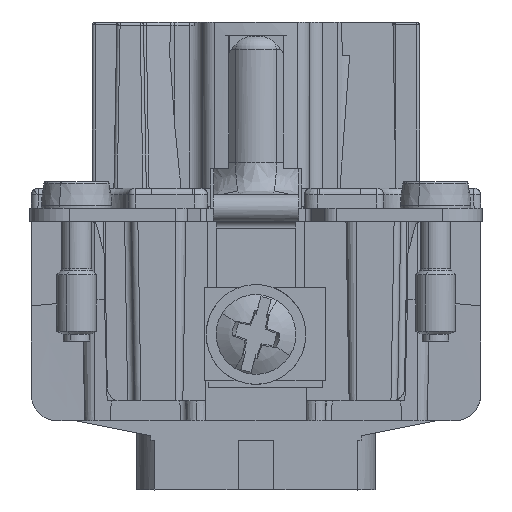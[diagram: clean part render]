
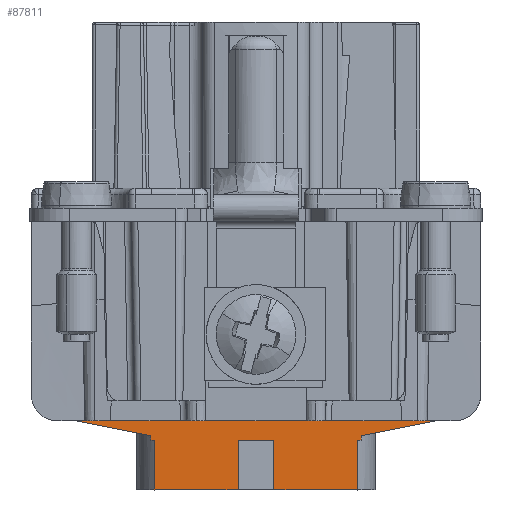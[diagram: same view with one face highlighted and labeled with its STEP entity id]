
A CAD part, front view. The second image highlights one B-rep face of the part: STEP entity #87811.
In plain terms, the highlighted planar face has unit normal (0, -1, 0).
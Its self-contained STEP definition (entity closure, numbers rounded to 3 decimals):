
#43726=AXIS2_PLACEMENT_3D('Circle Axis2P3D',#43724,#43725,$) ;
#49852=AXIS2_PLACEMENT_3D('Circle Axis2P3D',#49850,#49851,$) ;
#49918=AXIS2_PLACEMENT_3D('Circle Axis2P3D',#49916,#49917,$) ;
#49931=AXIS2_PLACEMENT_3D('Circle Axis2P3D',#49929,#49930,$) ;
#87757=AXIS2_PLACEMENT_3D('Plane Axis2P3D',#87754,#87755,#87756) ;
#24008=CARTESIAN_POINT('Vertex',(3.778,15.25,6.2)) ;
#24023=CARTESIAN_POINT('Line Origine',(17.,15.25,6.2)) ;
#24027=CARTESIAN_POINT('Vertex',(30.222,15.25,6.2)) ;
#34164=CARTESIAN_POINT('Vertex',(3.624,15.25,6.2)) ;
#34167=CARTESIAN_POINT('Line Origine',(3.701,15.25,6.2)) ;
#43721=CARTESIAN_POINT('Vertex',(1.624,15.25,8.2)) ;
#43724=CARTESIAN_POINT('Axis2P3D Location',(3.624,15.25,8.2)) ;
#48270=CARTESIAN_POINT('Line Origine',(30.299,15.25,6.2)) ;
#48274=CARTESIAN_POINT('Vertex',(30.376,15.25,6.2)) ;
#48530=CARTESIAN_POINT('Vertex',(9.1,15.25,4.083)) ;
#48533=CARTESIAN_POINT('Line Origine',(6.315,15.25,4.642)) ;
#48537=CARTESIAN_POINT('Vertex',(3.53,15.25,5.201)) ;
#49273=CARTESIAN_POINT('Vertex',(30.47,15.25,5.201)) ;
#49276=CARTESIAN_POINT('Line Origine',(27.685,15.25,4.642)) ;
#49280=CARTESIAN_POINT('Vertex',(24.9,15.25,4.083)) ;
#49850=CARTESIAN_POINT('Axis2P3D Location',(30.376,15.25,8.2)) ;
#49854=CARTESIAN_POINT('Vertex',(32.376,15.25,8.2)) ;
#49869=CARTESIAN_POINT('Line Origine',(32.376,15.25,11.75)) ;
#49873=CARTESIAN_POINT('Vertex',(32.376,15.25,15.3)) ;
#49913=CARTESIAN_POINT('Vertex',(33.399,15.25,8.158)) ;
#49916=CARTESIAN_POINT('Axis2P3D Location',(30.4,15.25,8.2)) ;
#49929=CARTESIAN_POINT('Axis2P3D Location',(3.6,15.25,8.2)) ;
#49933=CARTESIAN_POINT('Vertex',(0.601,15.25,8.158)) ;
#49967=CARTESIAN_POINT('Vertex',(1.624,15.25,15.3)) ;
#49970=CARTESIAN_POINT('Line Origine',(1.624,15.25,11.75)) ;
#59363=CARTESIAN_POINT('Vertex',(9.362,15.25,0.)) ;
#59366=CARTESIAN_POINT('Line Origine',(9.362,15.25,4.925)) ;
#59370=CARTESIAN_POINT('Vertex',(9.362,15.25,3.75)) ;
#60413=CARTESIAN_POINT('Line Origine',(24.638,15.25,4.925)) ;
#60417=CARTESIAN_POINT('Vertex',(24.638,15.25,0.)) ;
#60419=CARTESIAN_POINT('Vertex',(24.638,15.25,3.75)) ;
#67660=CARTESIAN_POINT('Line Origine',(21.492,15.25,0.)) ;
#67664=CARTESIAN_POINT('Vertex',(18.347,15.25,0.)) ;
#67671=CARTESIAN_POINT('Vertex',(15.653,15.25,0.)) ;
#67674=CARTESIAN_POINT('Line Origine',(12.508,15.25,0.)) ;
#71141=CARTESIAN_POINT('Line Origine',(17.,15.25,3.75)) ;
#71145=CARTESIAN_POINT('Vertex',(18.347,15.25,3.75)) ;
#71147=CARTESIAN_POINT('Vertex',(15.653,15.25,3.75)) ;
#71150=CARTESIAN_POINT('Line Origine',(15.653,15.25,1.875)) ;
#71155=CARTESIAN_POINT('Line Origine',(18.347,15.25,1.875)) ;
#85407=CARTESIAN_POINT('Line Origine',(9.231,15.25,3.75)) ;
#85411=CARTESIAN_POINT('Vertex',(9.1,15.25,3.75)) ;
#85425=CARTESIAN_POINT('Line Origine',(9.1,15.25,3.916)) ;
#85539=CARTESIAN_POINT('Line Origine',(24.9,15.25,3.916)) ;
#85543=CARTESIAN_POINT('Vertex',(24.9,15.25,3.75)) ;
#85558=CARTESIAN_POINT('Line Origine',(24.769,15.25,3.75)) ;
#87754=CARTESIAN_POINT('Axis2P3D Location',(17.,15.25,20.2)) ;
#87759=CARTESIAN_POINT('Line Origine',(1.062,15.25,15.3)) ;
#87763=CARTESIAN_POINT('Vertex',(0.5,15.25,15.3)) ;
#87766=CARTESIAN_POINT('Line Origine',(0.55,15.25,11.729)) ;
#87771=CARTESIAN_POINT('Line Origine',(33.45,15.25,11.729)) ;
#87775=CARTESIAN_POINT('Vertex',(33.5,15.25,15.3)) ;
#87778=CARTESIAN_POINT('Line Origine',(32.938,15.25,15.3)) ;
#24024=DIRECTION('Vector Direction',(-1.,0.,0.)) ;
#34168=DIRECTION('Vector Direction',(-1.,0.,0.)) ;
#43725=DIRECTION('Axis2P3D Direction',(0.,1.,0.)) ;
#48271=DIRECTION('Vector Direction',(-1.,0.,0.)) ;
#48534=DIRECTION('Vector Direction',(-0.98,0.,0.197)) ;
#49277=DIRECTION('Vector Direction',(0.98,0.,0.197)) ;
#49851=DIRECTION('Axis2P3D Direction',(0.,-1.,0.)) ;
#49870=DIRECTION('Vector Direction',(0.,0.,-1.)) ;
#49917=DIRECTION('Axis2P3D Direction',(0.,-1.,0.)) ;
#49930=DIRECTION('Axis2P3D Direction',(0.,1.,0.)) ;
#49971=DIRECTION('Vector Direction',(0.,0.,-1.)) ;
#59367=DIRECTION('Vector Direction',(0.,0.,-1.)) ;
#60414=DIRECTION('Vector Direction',(0.,0.,1.)) ;
#67661=DIRECTION('Vector Direction',(1.,0.,0.)) ;
#67675=DIRECTION('Vector Direction',(1.,0.,0.)) ;
#71142=DIRECTION('Vector Direction',(-1.,0.,0.)) ;
#71151=DIRECTION('Vector Direction',(0.,0.,-1.)) ;
#71156=DIRECTION('Vector Direction',(0.,0.,-1.)) ;
#85408=DIRECTION('Vector Direction',(-1.,0.,0.)) ;
#85426=DIRECTION('Vector Direction',(0.,0.,1.)) ;
#85540=DIRECTION('Vector Direction',(0.,0.,1.)) ;
#85559=DIRECTION('Vector Direction',(1.,0.,0.)) ;
#87755=DIRECTION('Axis2P3D Direction',(0.,1.,0.)) ;
#87756=DIRECTION('Axis2P3D XDirection',(1.,0.,0.)) ;
#87760=DIRECTION('Vector Direction',(-1.,0.,0.)) ;
#87767=DIRECTION('Vector Direction',(-0.014,0.,1.)) ;
#87772=DIRECTION('Vector Direction',(0.014,0.,1.)) ;
#87779=DIRECTION('Vector Direction',(1.,0.,0.)) ;
#24025=VECTOR('Line Direction',#24024,1.) ;
#34169=VECTOR('Line Direction',#34168,1.) ;
#48272=VECTOR('Line Direction',#48271,1.) ;
#48535=VECTOR('Line Direction',#48534,1.) ;
#49278=VECTOR('Line Direction',#49277,1.) ;
#49871=VECTOR('Line Direction',#49870,1.) ;
#49972=VECTOR('Line Direction',#49971,1.) ;
#59368=VECTOR('Line Direction',#59367,1.) ;
#60415=VECTOR('Line Direction',#60414,1.) ;
#67662=VECTOR('Line Direction',#67661,1.) ;
#67676=VECTOR('Line Direction',#67675,1.) ;
#71143=VECTOR('Line Direction',#71142,1.) ;
#71152=VECTOR('Line Direction',#71151,1.) ;
#71157=VECTOR('Line Direction',#71156,1.) ;
#85409=VECTOR('Line Direction',#85408,1.) ;
#85427=VECTOR('Line Direction',#85426,1.) ;
#85541=VECTOR('Line Direction',#85540,1.) ;
#85560=VECTOR('Line Direction',#85559,1.) ;
#87761=VECTOR('Line Direction',#87760,1.) ;
#87768=VECTOR('Line Direction',#87767,1.) ;
#87773=VECTOR('Line Direction',#87772,1.) ;
#87780=VECTOR('Line Direction',#87779,1.) ;
#87784=ORIENTED_EDGE('',*,*,#24029,.F.) ;
#87785=ORIENTED_EDGE('',*,*,#34171,.T.) ;
#87786=ORIENTED_EDGE('',*,*,#43728,.F.) ;
#87787=ORIENTED_EDGE('',*,*,#49974,.F.) ;
#87788=ORIENTED_EDGE('',*,*,#87765,.F.) ;
#87789=ORIENTED_EDGE('',*,*,#87770,.F.) ;
#87790=ORIENTED_EDGE('',*,*,#49935,.F.) ;
#87791=ORIENTED_EDGE('',*,*,#48539,.F.) ;
#87792=ORIENTED_EDGE('',*,*,#85429,.T.) ;
#87793=ORIENTED_EDGE('',*,*,#85413,.T.) ;
#87794=ORIENTED_EDGE('',*,*,#59372,.T.) ;
#87795=ORIENTED_EDGE('',*,*,#67678,.T.) ;
#87796=ORIENTED_EDGE('',*,*,#71154,.F.) ;
#87797=ORIENTED_EDGE('',*,*,#71149,.F.) ;
#87798=ORIENTED_EDGE('',*,*,#71159,.T.) ;
#87799=ORIENTED_EDGE('',*,*,#67666,.T.) ;
#87800=ORIENTED_EDGE('',*,*,#60421,.T.) ;
#87801=ORIENTED_EDGE('',*,*,#85562,.T.) ;
#87802=ORIENTED_EDGE('',*,*,#85545,.T.) ;
#87803=ORIENTED_EDGE('',*,*,#49282,.T.) ;
#87804=ORIENTED_EDGE('',*,*,#49920,.T.) ;
#87805=ORIENTED_EDGE('',*,*,#87777,.T.) ;
#87806=ORIENTED_EDGE('',*,*,#87782,.T.) ;
#87807=ORIENTED_EDGE('',*,*,#49875,.T.) ;
#87808=ORIENTED_EDGE('',*,*,#49856,.T.) ;
#87809=ORIENTED_EDGE('',*,*,#48276,.F.) ;
#87811=ADVANCED_FACE('Hauptk\X2\00F6\X0\rper',(#87810),#87758,.F.) ;
#43727=CIRCLE('generated circle',#43726,2.) ;
#49853=CIRCLE('generated circle',#49852,2.) ;
#49919=CIRCLE('generated circle',#49918,3.) ;
#49932=CIRCLE('generated circle',#49931,3.) ;
#24029=EDGE_CURVE('',#24009,#24028,#24026,.F.) ;
#34171=EDGE_CURVE('',#24009,#34165,#34170,.T.) ;
#43728=EDGE_CURVE('',#43722,#34165,#43727,.F.) ;
#48276=EDGE_CURVE('',#24028,#48275,#48273,.F.) ;
#48539=EDGE_CURVE('',#48531,#48538,#48536,.T.) ;
#49282=EDGE_CURVE('',#49281,#49274,#49279,.T.) ;
#49856=EDGE_CURVE('',#49855,#48275,#49853,.F.) ;
#49875=EDGE_CURVE('',#49874,#49855,#49872,.T.) ;
#49920=EDGE_CURVE('',#49274,#49914,#49919,.T.) ;
#49935=EDGE_CURVE('',#48538,#49934,#49932,.T.) ;
#49974=EDGE_CURVE('',#49968,#43722,#49973,.T.) ;
#59372=EDGE_CURVE('',#59371,#59364,#59369,.T.) ;
#60421=EDGE_CURVE('',#60418,#60420,#60416,.T.) ;
#67666=EDGE_CURVE('',#67665,#60418,#67663,.T.) ;
#67678=EDGE_CURVE('',#59364,#67672,#67677,.T.) ;
#71149=EDGE_CURVE('',#71146,#71148,#71144,.T.) ;
#71154=EDGE_CURVE('',#71148,#67672,#71153,.T.) ;
#71159=EDGE_CURVE('',#71146,#67665,#71158,.T.) ;
#85413=EDGE_CURVE('',#85412,#59371,#85410,.F.) ;
#85429=EDGE_CURVE('',#48531,#85412,#85428,.F.) ;
#85545=EDGE_CURVE('',#85544,#49281,#85542,.T.) ;
#85562=EDGE_CURVE('',#60420,#85544,#85561,.T.) ;
#87765=EDGE_CURVE('',#87764,#49968,#87762,.F.) ;
#87770=EDGE_CURVE('',#49934,#87764,#87769,.T.) ;
#87777=EDGE_CURVE('',#49914,#87776,#87774,.T.) ;
#87782=EDGE_CURVE('',#87776,#49874,#87781,.F.) ;
#87783=EDGE_LOOP('',(#87784,#87785,#87786,#87787,#87788,#87789,#87790,#87791,#87792,#87793,#87794,#87795,#87796,#87797,#87798,#87799,#87800,#87801,#87802,#87803,#87804,#87805,#87806,#87807,#87808,#87809)) ;
#87810=FACE_OUTER_BOUND('',#87783,.T.) ;
#24026=LINE('Line',#24023,#24025) ;
#34170=LINE('Line',#34167,#34169) ;
#48273=LINE('Line',#48270,#48272) ;
#48536=LINE('Line',#48533,#48535) ;
#49279=LINE('Line',#49276,#49278) ;
#49872=LINE('Line',#49869,#49871) ;
#49973=LINE('Line',#49970,#49972) ;
#59369=LINE('Line',#59366,#59368) ;
#60416=LINE('Line',#60413,#60415) ;
#67663=LINE('Line',#67660,#67662) ;
#67677=LINE('Line',#67674,#67676) ;
#71144=LINE('Line',#71141,#71143) ;
#71153=LINE('Line',#71150,#71152) ;
#71158=LINE('Line',#71155,#71157) ;
#85410=LINE('Line',#85407,#85409) ;
#85428=LINE('Line',#85425,#85427) ;
#85542=LINE('Line',#85539,#85541) ;
#85561=LINE('Line',#85558,#85560) ;
#87762=LINE('Line',#87759,#87761) ;
#87769=LINE('Line',#87766,#87768) ;
#87774=LINE('Line',#87771,#87773) ;
#87781=LINE('Line',#87778,#87780) ;
#87758=PLANE('',#87757) ;
#24009=VERTEX_POINT('',#24008) ;
#24028=VERTEX_POINT('',#24027) ;
#34165=VERTEX_POINT('',#34164) ;
#43722=VERTEX_POINT('',#43721) ;
#48275=VERTEX_POINT('',#48274) ;
#48531=VERTEX_POINT('',#48530) ;
#48538=VERTEX_POINT('',#48537) ;
#49274=VERTEX_POINT('',#49273) ;
#49281=VERTEX_POINT('',#49280) ;
#49855=VERTEX_POINT('',#49854) ;
#49874=VERTEX_POINT('',#49873) ;
#49914=VERTEX_POINT('',#49913) ;
#49934=VERTEX_POINT('',#49933) ;
#49968=VERTEX_POINT('',#49967) ;
#59364=VERTEX_POINT('',#59363) ;
#59371=VERTEX_POINT('',#59370) ;
#60418=VERTEX_POINT('',#60417) ;
#60420=VERTEX_POINT('',#60419) ;
#67665=VERTEX_POINT('',#67664) ;
#67672=VERTEX_POINT('',#67671) ;
#71146=VERTEX_POINT('',#71145) ;
#71148=VERTEX_POINT('',#71147) ;
#85412=VERTEX_POINT('',#85411) ;
#85544=VERTEX_POINT('',#85543) ;
#87764=VERTEX_POINT('',#87763) ;
#87776=VERTEX_POINT('',#87775) ;
